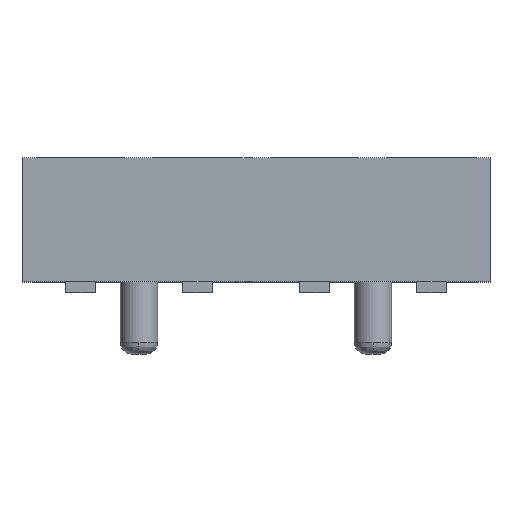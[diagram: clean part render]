
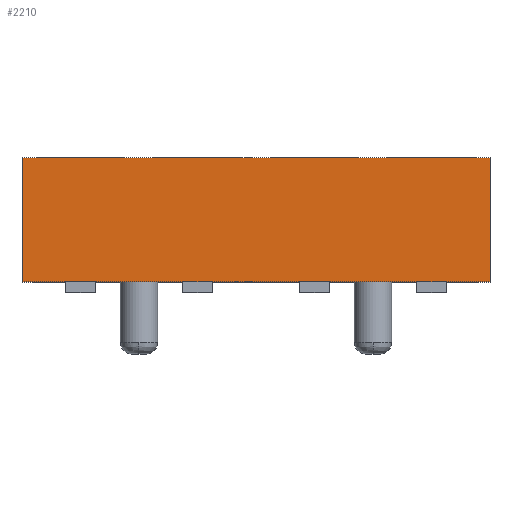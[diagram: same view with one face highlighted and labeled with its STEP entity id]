
A CAD part, top view. The second image highlights one B-rep face of the part: STEP entity #2210.
In plain terms, the highlighted planar face has unit normal (0, 0, 1).
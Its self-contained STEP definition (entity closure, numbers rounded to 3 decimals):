
#2210=ADVANCED_FACE('',(#3489),#3490,.T.);
#3489=FACE_OUTER_BOUND('',#7313,.T.);
#3490=PLANE('',#7314);
#7313=EDGE_LOOP('',(#9229,#9230,#9231,#9232));
#7314=AXIS2_PLACEMENT_3D('',#9233,#9234,#9235);
#9229=ORIENTED_EDGE('',*,*,#13134,.T.);
#9230=ORIENTED_EDGE('',*,*,#13121,.T.);
#9231=ORIENTED_EDGE('',*,*,#13125,.T.);
#9232=ORIENTED_EDGE('',*,*,#13133,.F.);
#9233=CARTESIAN_POINT('',(-3.0,0.0,2.1));
#9234=DIRECTION('',(0.0,0.0,1.0));
#9235=DIRECTION('',(1.0,0.0,0.0));
#13121=EDGE_CURVE('',#16435,#16433,#16436,.T.);
#13125=EDGE_CURVE('',#16433,#16440,#16443,.T.);
#13133=EDGE_CURVE('',#16455,#16440,#16457,.T.);
#13134=EDGE_CURVE('',#16455,#16435,#16458,.T.);
#16433=VERTEX_POINT('',#18935);
#16435=VERTEX_POINT('',#18938);
#16436=LINE('',#18939,#18940);
#16440=VERTEX_POINT('',#18946);
#16443=LINE('',#18950,#18951);
#16455=VERTEX_POINT('',#18969);
#16457=LINE('',#18972,#18973);
#16458=LINE('',#18974,#18975);
#18935=CARTESIAN_POINT('',(-3.0,-2.12,2.1));
#18938=CARTESIAN_POINT('',(-3.0,0.0,2.1));
#18939=CARTESIAN_POINT('',(-3.0,0.0,2.1));
#18940=VECTOR('',#20485,2.12);
#18946=CARTESIAN_POINT('',(5.0,-2.12,2.1));
#18950=CARTESIAN_POINT('',(-3.0,-2.12,2.1));
#18951=VECTOR('',#20489,8.0);
#18969=CARTESIAN_POINT('',(5.0,0.0,2.1));
#18972=CARTESIAN_POINT('',(5.0,0.0,2.1));
#18973=VECTOR('',#20497,2.12);
#18974=CARTESIAN_POINT('',(5.0,0.0,2.1));
#18975=VECTOR('',#20498,8.0);
#20485=DIRECTION('',(0.0,-1.0,0.0));
#20489=DIRECTION('',(1.0,0.0,0.0));
#20497=DIRECTION('',(0.0,-1.0,0.0));
#20498=DIRECTION('',(-1.0,0.0,0.0));
